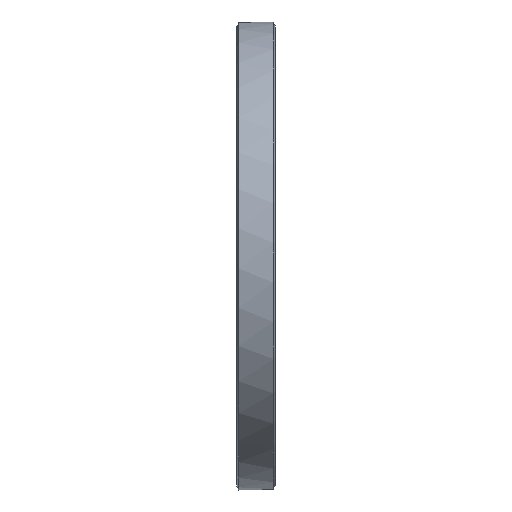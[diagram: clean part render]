
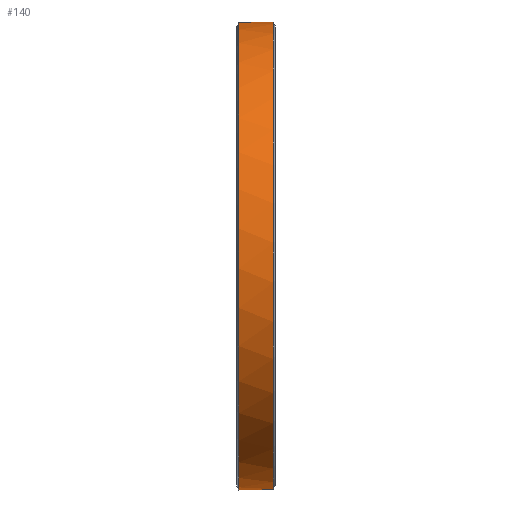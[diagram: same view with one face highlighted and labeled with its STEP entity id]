
A CAD part, top view. The second image highlights one B-rep face of the part: STEP entity #140.
In plain terms, the highlighted cylindrical face has radius 30.5 mm (diameter 61 mm), a partial arc.
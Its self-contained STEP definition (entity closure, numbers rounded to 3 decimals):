
#25=ELLIPSE('',#173,51.271,30.5);
#26=ELLIPSE('',#174,51.271,30.5);
#28=CYLINDRICAL_SURFACE('',#172,30.5);
#40=FACE_OUTER_BOUND('',#48,.T.);
#48=EDGE_LOOP('',(#115,#116,#117,#118));
#63=CIRCLE('',#166,30.5);
#64=CIRCLE('',#168,30.5);
#73=VERTEX_POINT('',#251);
#74=VERTEX_POINT('',#256);
#75=VERTEX_POINT('',#263);
#76=VERTEX_POINT('',#268);
#86=EDGE_CURVE('',#74,#73,#63,.T.);
#89=EDGE_CURVE('',#76,#75,#64,.T.);
#93=EDGE_CURVE('',#74,#75,#25,.T.);
#94=EDGE_CURVE('',#73,#76,#26,.T.);
#115=ORIENTED_EDGE('',*,*,#89,.T.);
#116=ORIENTED_EDGE('',*,*,#93,.F.);
#117=ORIENTED_EDGE('',*,*,#86,.T.);
#118=ORIENTED_EDGE('',*,*,#94,.T.);
#140=ADVANCED_FACE('',(#40),#28,.T.);
#166=AXIS2_PLACEMENT_3D('',#257,#203,#204);
#168=AXIS2_PLACEMENT_3D('',#269,#207,#208);
#172=AXIS2_PLACEMENT_3D('',#277,#215,#216);
#173=AXIS2_PLACEMENT_3D('',#278,#217,#218);
#174=AXIS2_PLACEMENT_3D('',#279,#219,#220);
#203=DIRECTION('center_axis',(1.,0.,0.));
#204=DIRECTION('ref_axis',(0.,0.,-1.));
#207=DIRECTION('center_axis',(-1.,0.,0.));
#208=DIRECTION('ref_axis',(0.,0.,1.));
#215=DIRECTION('center_axis',(1.,0.,0.));
#216=DIRECTION('ref_axis',(0.,0.,1.));
#217=DIRECTION('center_axis',(-0.595,-0.804,0.));
#218=DIRECTION('ref_axis',(0.804,-0.595,0.));
#219=DIRECTION('center_axis',(-0.595,-0.804,0.));
#220=DIRECTION('ref_axis',(0.804,-0.595,0.));
#251=CARTESIAN_POINT('',(-2.925,-0.217,-19.049));
#256=CARTESIAN_POINT('',(-2.925,3.808,-18.828));
#257=CARTESIAN_POINT('Origin',(-2.925,0.13,11.449));
#263=CARTESIAN_POINT('',(1.575,0.478,-19.049));
#268=CARTESIAN_POINT('',(1.575,-3.547,-18.828));
#269=CARTESIAN_POINT('Origin',(1.575,0.13,11.449));
#277=CARTESIAN_POINT('Origin',(-3.175,0.13,11.449));
#278=CARTESIAN_POINT('Origin',(2.044,0.13,11.449));
#279=CARTESIAN_POINT('Origin',(-3.394,0.13,11.449));
